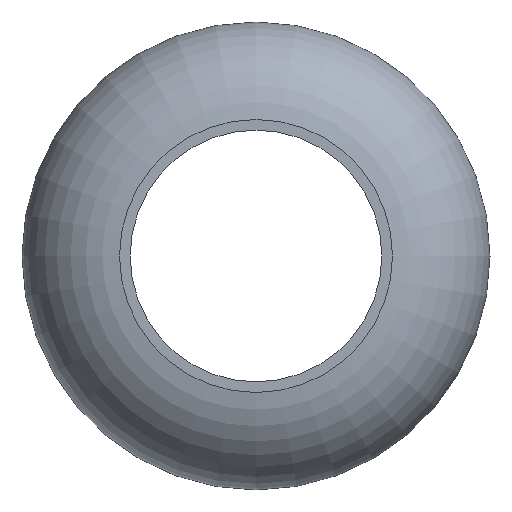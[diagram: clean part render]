
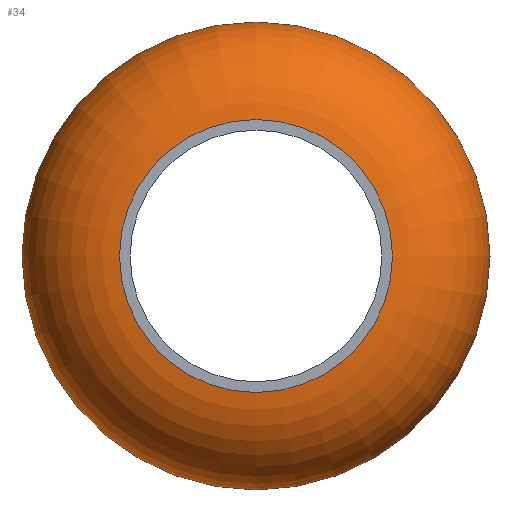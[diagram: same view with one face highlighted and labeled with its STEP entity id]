
A CAD part, left-side view. The second image highlights one B-rep face of the part: STEP entity #34.
In plain terms, the highlighted toroidal (fillet/blend) face has major radius 17.943 mm and minor radius 15.057 mm.
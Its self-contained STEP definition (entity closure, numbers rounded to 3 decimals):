
#34 = ADVANCED_FACE( '', ( #69, #70, #71 ), #72, .T. );
#69 = FACE_BOUND( '', #110, .T. );
#70 = FACE_OUTER_BOUND( '', #111, .T. );
#71 = FACE_OUTER_BOUND( '', #112, .T. );
#72 = TOROIDAL_SURFACE( '', #113, 17.943, 15.057 );
#110 = VERTEX_LOOP( '', #147 );
#111 = EDGE_LOOP( '', ( #148 ) );
#112 = EDGE_LOOP( '', ( #149 ) );
#113 = AXIS2_PLACEMENT_3D( '', #150, #151, #152 );
#147 = VERTEX_POINT( '', #194 );
#148 = ORIENTED_EDGE( '', *, *, #195, .T. );
#149 = ORIENTED_EDGE( '', *, *, #191, .F. );
#150 = CARTESIAN_POINT( '', ( 36., 0., 0. ) );
#151 = DIRECTION( '', ( 1., 0., 0. ) );
#152 = DIRECTION( '', ( 0., 0., -1. ) );
#191 = EDGE_CURVE( '', #209, #209, #210, .T. );
#194 = CARTESIAN_POINT( '', ( 36., 0., -33. ) );
#195 = EDGE_CURVE( '', #214, #214, #215, .T. );
#209 = VERTEX_POINT( '', #233 );
#210 = CIRCLE( '', #234, 19.25 );
#214 = VERTEX_POINT( '', #238 );
#215 = CIRCLE( '', #239, 19.25 );
#233 = CARTESIAN_POINT( '', ( 51., 0., -19.25 ) );
#234 = AXIS2_PLACEMENT_3D( '', #256, #257, #258 );
#238 = CARTESIAN_POINT( '', ( 21., 0., -19.25 ) );
#239 = AXIS2_PLACEMENT_3D( '', #262, #263, #264 );
#256 = CARTESIAN_POINT( '', ( 51., 0., 0. ) );
#257 = DIRECTION( '', ( 1., 0., 0. ) );
#258 = DIRECTION( '', ( 0., 0., -1. ) );
#262 = CARTESIAN_POINT( '', ( 21., 0., 0. ) );
#263 = DIRECTION( '', ( 1., 0., 0. ) );
#264 = DIRECTION( '', ( 0., 0., -1. ) );
